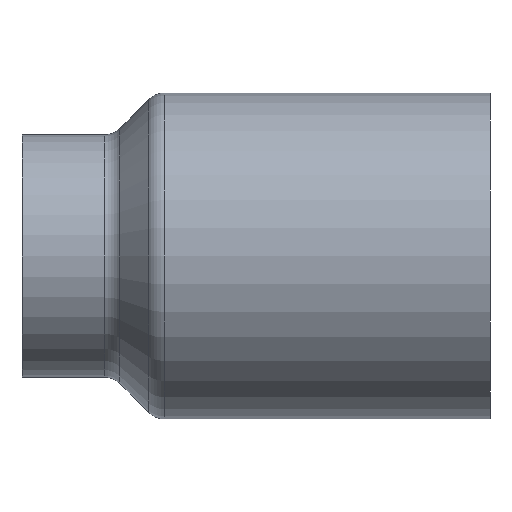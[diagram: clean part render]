
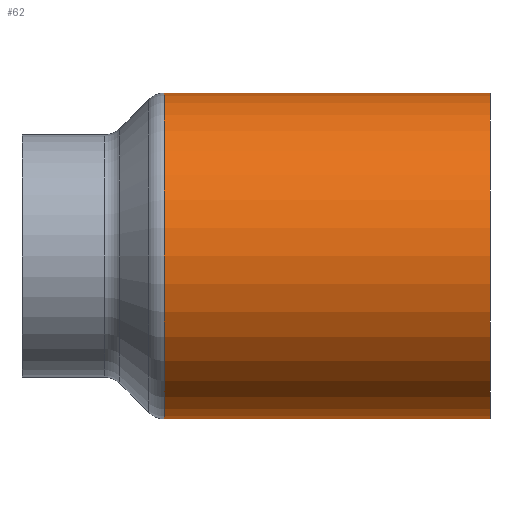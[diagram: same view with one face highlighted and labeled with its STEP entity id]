
A CAD part, left-side view. The second image highlights one B-rep face of the part: STEP entity #62.
In plain terms, the highlighted cylindrical face has radius 9.4 mm (diameter 18.8 mm), a partial arc.
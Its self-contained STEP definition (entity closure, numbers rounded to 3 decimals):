
#61 = EDGE_CURVE ( 'NONE', #82, #85, #424, .T. ) ;
#62 = ADVANCED_FACE ( 'NONE', ( #419 ), #418, .T. ) ;
#63 = EDGE_LOOP ( 'NONE', ( #64, #99, #101, #245 ) ) ;
#64 = ORIENTED_EDGE ( 'NONE', *, *, #81, .F. ) ;
#81 = EDGE_CURVE ( 'NONE', #131, #82, #301, .T. ) ;
#82 = VERTEX_POINT ( 'NONE', #297 ) ;
#85 = VERTEX_POINT ( 'NONE', #291 ) ;
#87 = EDGE_CURVE ( 'NONE', #129, #85, #290, .T. ) ;
#99 = ORIENTED_EDGE ( 'NONE', *, *, #100, .T. ) ;
#100 = EDGE_CURVE ( 'NONE', #131, #129, #463, .T. ) ;
#101 = ORIENTED_EDGE ( 'NONE', *, *, #87, .T. ) ;
#129 = VERTEX_POINT ( 'NONE', #520 ) ;
#131 = VERTEX_POINT ( 'NONE', #513 ) ;
#245 = ORIENTED_EDGE ( 'NONE', *, *, #61, .F. ) ;
#287 = DIRECTION ( 'NONE',  ( 0., -1., 0. ) ) ;
#288 = VECTOR ( 'NONE', #287, 1000. ) ;
#289 = CARTESIAN_POINT ( 'NONE',  ( 0., 0., -9.4 ) ) ;
#290 = LINE ( 'NONE', #289, #288 ) ;
#291 = CARTESIAN_POINT ( 'NONE',  ( 0., 0., -9.4 ) ) ;
#297 = CARTESIAN_POINT ( 'NONE',  ( 0., 0., 9.4 ) ) ;
#298 = DIRECTION ( 'NONE',  ( 0., -1., 0. ) ) ;
#299 = VECTOR ( 'NONE', #298, 1000. ) ;
#300 = CARTESIAN_POINT ( 'NONE',  ( 0., 0., 9.4 ) ) ;
#301 = LINE ( 'NONE', #300, #299 ) ;
#413 = DIRECTION ( 'NONE',  ( 0., 0., -1. ) ) ;
#414 = DIRECTION ( 'NONE',  ( 0., -1., 0. ) ) ;
#415 = CARTESIAN_POINT ( 'NONE',  ( 0., 0., 0. ) ) ;
#416 = AXIS2_PLACEMENT_3D ( 'NONE', #415, #414, #413 ) ;
#418 = CYLINDRICAL_SURFACE ( 'NONE', #416, 9.4 ) ;
#419 = FACE_OUTER_BOUND ( 'NONE', #63, .T. ) ;
#420 = DIRECTION ( 'NONE',  ( 0., 0., -1. ) ) ;
#421 = DIRECTION ( 'NONE',  ( 0., -1., 0. ) ) ;
#422 = CARTESIAN_POINT ( 'NONE',  ( 0., 0., 0. ) ) ;
#423 = AXIS2_PLACEMENT_3D ( 'NONE', #422, #421, #420 ) ;
#424 = CIRCLE ( 'NONE', #423, 9.4 ) ;
#459 = DIRECTION ( 'NONE',  ( 0., 0., 1. ) ) ;
#460 = DIRECTION ( 'NONE',  ( 0., -1., 0. ) ) ;
#461 = CARTESIAN_POINT ( 'NONE',  ( 0., 18.806, 0. ) ) ;
#462 = AXIS2_PLACEMENT_3D ( 'NONE', #461, #460, #459 ) ;
#463 = CIRCLE ( 'NONE', #462, 9.4 ) ;
#513 = CARTESIAN_POINT ( 'NONE',  ( 0., 18.806, 9.4 ) ) ;
#520 = CARTESIAN_POINT ( 'NONE',  ( 0., 18.806, -9.4 ) ) ;
